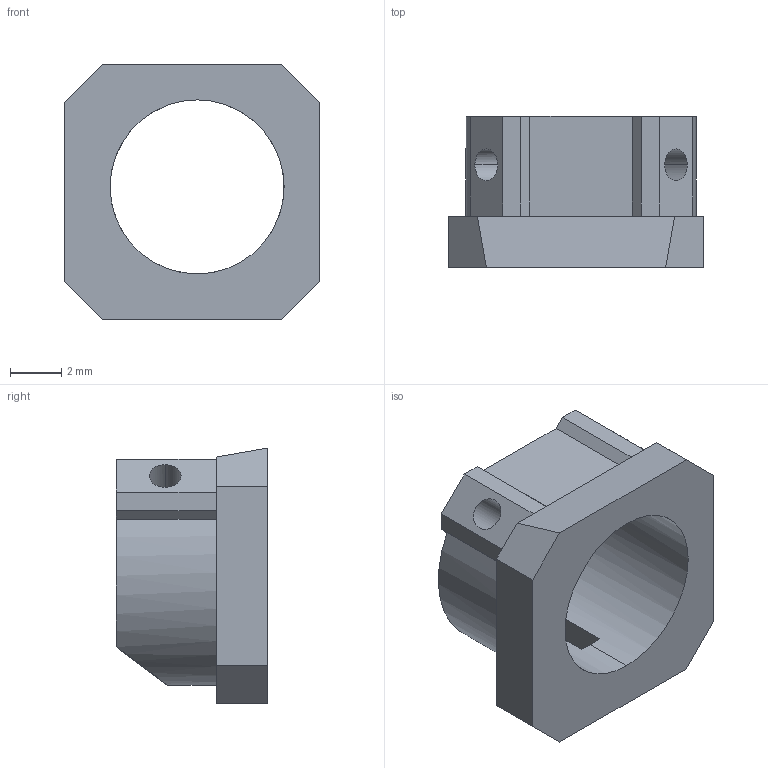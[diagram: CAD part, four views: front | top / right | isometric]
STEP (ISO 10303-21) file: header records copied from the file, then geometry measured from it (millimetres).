
FILE_DESCRIPTION (( 'STEP AP203' ), '1' );
FILE_NAME ('Scopebody adapter_V2_lateralshifting_ML+200_AP+200.STEP', '2022-10-12T20:14:44', ( '' ), ( '' ), 'SwSTEP 2.0', 'SolidWorks 2021', '' );
FILE_SCHEMA (( 'CONFIG_CONTROL_DESIGN' ));
Length unit declared in the file: millimetre
Products named in the file (1): Scopebody adapter_V2_lateralshifting_ML+200_AP+200
Bounding box: 10 x 5.9 x 10 mm (x, y, z)
Volume: 219.7 mm3; surface area: 436.8 mm2
Topology: 1 solids, 1 shells, 34 faces, 96 edges, 64 vertices
Faces by surface type: plane 26, cylinder 8
Entity records: 1219 total; most frequent: CARTESIAN_POINT 251, ORIENTED_EDGE 192, DIRECTION 172, EDGE_CURVE 96, VECTOR 74, LINE 74, VERTEX_POINT 64, AXIS2_PLACEMENT_3D 49
